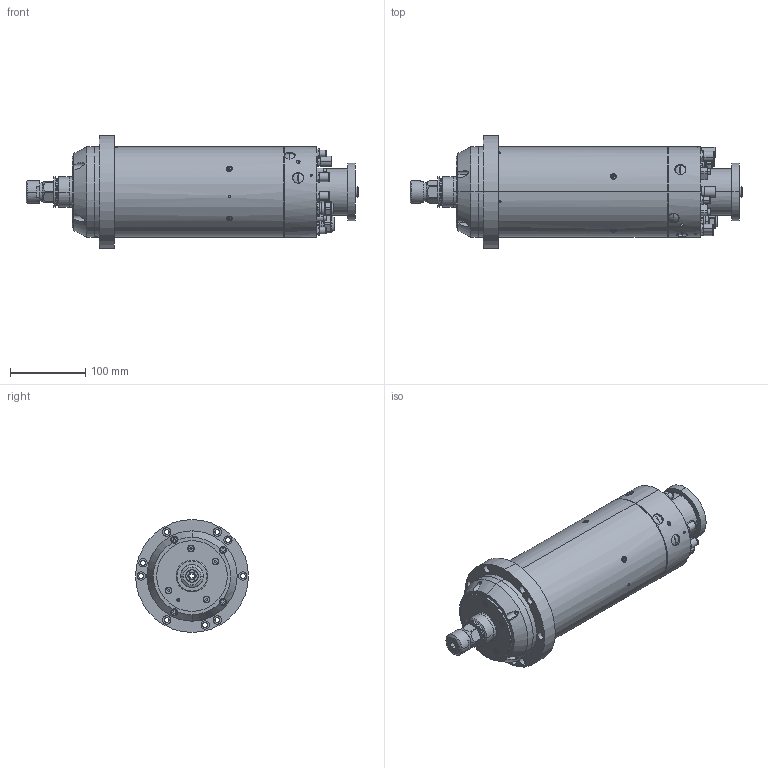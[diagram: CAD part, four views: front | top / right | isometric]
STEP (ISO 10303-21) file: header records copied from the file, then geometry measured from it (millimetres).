
FILE_DESCRIPTION (( 'STEP AP203' ), '1' );
FILE_NAME ('120AI36FHK-00-.STEP', '2010-05-05T08:03:23', ( 'IBAGCAD_7' ), ( 'IBAG Switzerland AG' ), 'SwSTEP 2.0', 'SolidWorks 2009', '' );
FILE_SCHEMA (( 'CONFIG_CONTROL_DESIGN' ));
Length unit declared in the file: millimetre
Products named in the file (1): 120AI36FHK-00-
Bounding box: 441.19 x 150 x 150 mm (x, y, z)
Surface area: 235926.6 mm2 (no closed solid volume)
Topology: 0 solids, 87 shells, 847 faces, 2698 edges, 1922 vertices
Faces by surface type: plane 366, cylinder 335, cone 78, torus 62, sphere 6
Entity records: 31852 total; most frequent: CARTESIAN_POINT 7325, DIRECTION 5563, ORIENTED_EDGE 4208, EDGE_CURVE 2674, AXIS2_PLACEMENT_3D 2142, VERTEX_POINT 1922, CIRCLE 1294, LINE 1279
